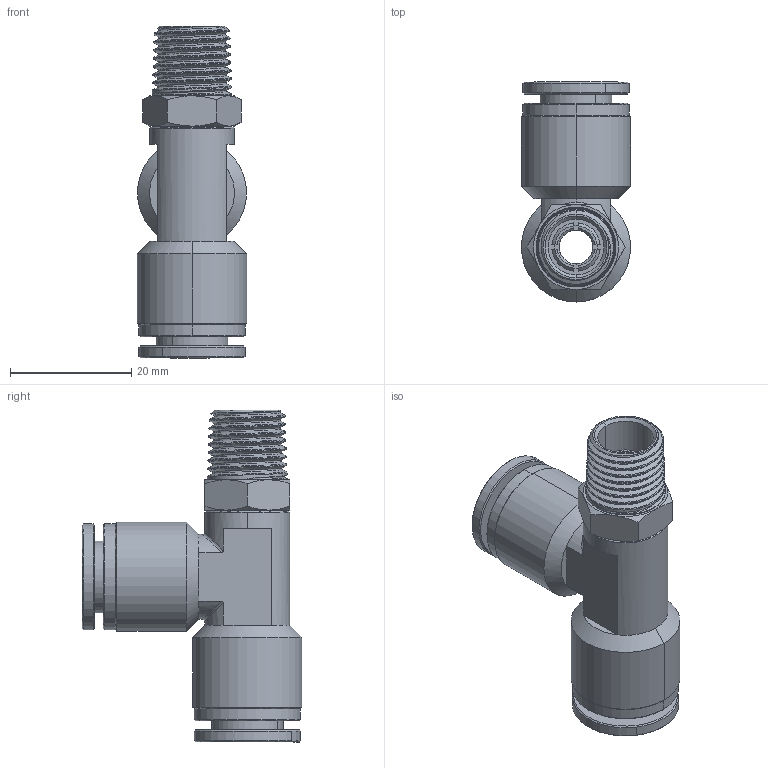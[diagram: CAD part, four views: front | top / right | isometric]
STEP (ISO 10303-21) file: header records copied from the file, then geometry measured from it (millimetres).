
FILE_DESCRIPTION (( 'STEP AP214' ), '1' );
FILE_NAME ('RTS10R1-4W.STEP', '2018-07-26T16:58:06', ( '' ), ( '' ), 'SwSTEP 2.0', 'SolidWorks 2016', '' );
FILE_SCHEMA (( 'AUTOMOTIVE_DESIGN' ));
Length unit declared in the file: millimetre
Products named in the file (1): RTS10R1-4W
Bounding box: 18 x 36.22 x 54.72 mm (x, y, z)
Volume: 8263.3 mm3; surface area: 13834.6 mm2
Topology: 12 solids, 12 shells, 973 faces, 2703 edges, 1767 vertices
Faces by surface type: plane 349, cone 302, bspline 162, cylinder 156, torus 4
Entity records: 53446 total; most frequent: CARTESIAN_POINT 19926, ORIENTED_EDGE 5406, DIRECTION 3927, EDGE_CURVE 2703, VERTEX_POINT 1767, AXIS2_PLACEMENT_3D 1576, B_SPLINE_CURVE_WITH_KNOTS 1131, EDGE_LOOP 1012
